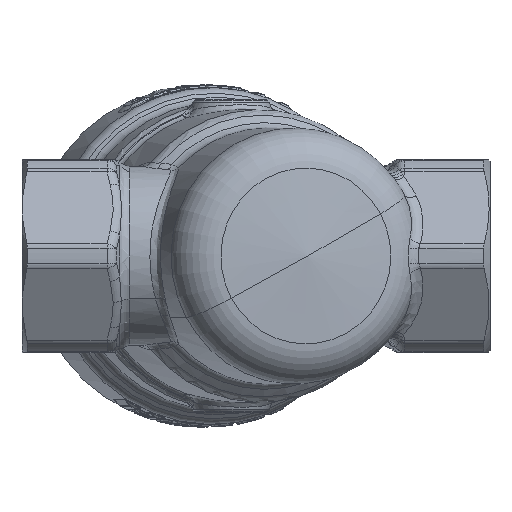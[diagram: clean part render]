
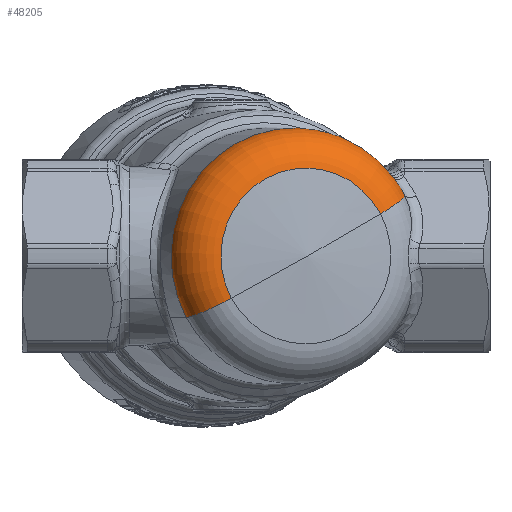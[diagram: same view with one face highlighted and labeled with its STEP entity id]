
A CAD part, front view. The second image highlights one B-rep face of the part: STEP entity #48205.
In plain terms, the highlighted toroidal (fillet/blend) face has major radius 11.5 mm and minor radius 6 mm.
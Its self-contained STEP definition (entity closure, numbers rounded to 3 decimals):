
#47024=CARTESIAN_POINT('Vertex',(-10.513,-20.103,-8.39)) ;
#47145=CARTESIAN_POINT('Vertex',(17.472,-12.604,10.995)) ;
#47148=CARTESIAN_POINT('Axis2P3D Location',(4.321,-16.128,0.)) ;
#48091=CARTESIAN_POINT('Axis2P3D Location',(14.07,-13.516,5.513)) ;
#48095=CARTESIAN_POINT('Vertex',(16.06,-19.171,5.764)) ;
#48097=CARTESIAN_POINT('Vertex',(19.388,-13.919,8.263)) ;
#48148=CARTESIAN_POINT('Axis2P3D Location',(-5.427,-18.74,-5.513)) ;
#48152=CARTESIAN_POINT('Vertex',(-4.323,-24.632,-5.764)) ;
#48173=CARTESIAN_POINT('Axis2P3D Location',(4.321,-16.128,0.)) ;
#48179=CARTESIAN_POINT('Control Point',(17.472,-12.604,10.995)) ;
#48180=CARTESIAN_POINT('Control Point',(17.591,-12.671,10.874)) ;
#48181=CARTESIAN_POINT('Control Point',(17.707,-12.74,10.751)) ;
#48182=CARTESIAN_POINT('Control Point',(17.82,-12.809,10.624)) ;
#48183=CARTESIAN_POINT('Vertex',(17.82,-12.809,10.624)) ;
#48187=CARTESIAN_POINT('Control Point',(17.82,-12.809,10.624)) ;
#48188=CARTESIAN_POINT('Control Point',(18.452,-13.143,9.9)) ;
#48189=CARTESIAN_POINT('Control Point',(18.982,-13.517,9.105)) ;
#48190=CARTESIAN_POINT('Control Point',(19.388,-13.919,8.263)) ;
#48192=CARTESIAN_POINT('Axis2P3D Location',(5.868,-21.901,0.)) ;
#47149=DIRECTION('Axis2P3D Direction',(0.259,-0.966,0.)) ;
#48092=DIRECTION('Axis2P3D Direction',(-0.463,-0.124,0.878)) ;
#48149=DIRECTION('Axis2P3D Direction',(0.463,0.124,-0.878)) ;
#48174=DIRECTION('Axis2P3D Direction',(0.259,-0.966,0.)) ;
#48175=DIRECTION('Axis2P3D XDirection',(0.846,0.227,-0.482)) ;
#48193=DIRECTION('Axis2P3D Direction',(0.259,-0.966,0.)) ;
#47150=AXIS2_PLACEMENT_3D('Circle Axis2P3D',#47148,#47149,$) ;
#48093=AXIS2_PLACEMENT_3D('Circle Axis2P3D',#48091,#48092,$) ;
#48150=AXIS2_PLACEMENT_3D('Circle Axis2P3D',#48148,#48149,$) ;
#48176=AXIS2_PLACEMENT_3D('Torus Axis2P3D',#48173,#48174,#48175) ;
#48194=AXIS2_PLACEMENT_3D('Circle Axis2P3D',#48192,#48193,$) ;
#48198=ORIENTED_EDGE('',*,*,#47152,.F.) ;
#48199=ORIENTED_EDGE('',*,*,#48185,.T.) ;
#48200=ORIENTED_EDGE('',*,*,#48191,.T.) ;
#48201=ORIENTED_EDGE('',*,*,#48099,.F.) ;
#48202=ORIENTED_EDGE('',*,*,#48196,.F.) ;
#48203=ORIENTED_EDGE('',*,*,#48154,.F.) ;
#48205=ADVANCED_FACE('Sheet.3',(#48204),#48177,.F.) ;
#48178=B_SPLINE_CURVE_WITH_KNOTS('',3,(#48179,#48180,#48181,#48182),.UNSPECIFIED.,.F.,.U.,(4,4),(0.,0.42),.UNSPECIFIED.) ;
#48186=B_SPLINE_CURVE_WITH_KNOTS('',3,(#48187,#48188,#48189,#48190),.UNSPECIFIED.,.F.,.U.,(4,4),(0.,3.052),.UNSPECIFIED.) ;
#47151=CIRCLE('generated circle',#47150,17.5) ;
#48094=CIRCLE('generated circle',#48093,6.) ;
#48151=CIRCLE('generated circle',#48150,6.) ;
#48195=CIRCLE('generated circle',#48194,12.023) ;
#48177=TOROIDAL_SURFACE('homeo Torus',#48176,11.5,6.) ;
#47152=EDGE_CURVE('',#47146,#47025,#47151,.T.) ;
#48099=EDGE_CURVE('',#48096,#48098,#48094,.T.) ;
#48154=EDGE_CURVE('',#47025,#48153,#48151,.F.) ;
#48185=EDGE_CURVE('',#47146,#48184,#48178,.T.) ;
#48191=EDGE_CURVE('',#48184,#48098,#48186,.T.) ;
#48196=EDGE_CURVE('',#48153,#48096,#48195,.F.) ;
#48197=EDGE_LOOP('',(#48198,#48199,#48200,#48201,#48202,#48203)) ;
#48204=FACE_OUTER_BOUND('',#48197,.T.) ;
#47025=VERTEX_POINT('',#47024) ;
#47146=VERTEX_POINT('',#47145) ;
#48096=VERTEX_POINT('',#48095) ;
#48098=VERTEX_POINT('',#48097) ;
#48153=VERTEX_POINT('',#48152) ;
#48184=VERTEX_POINT('',#48183) ;
